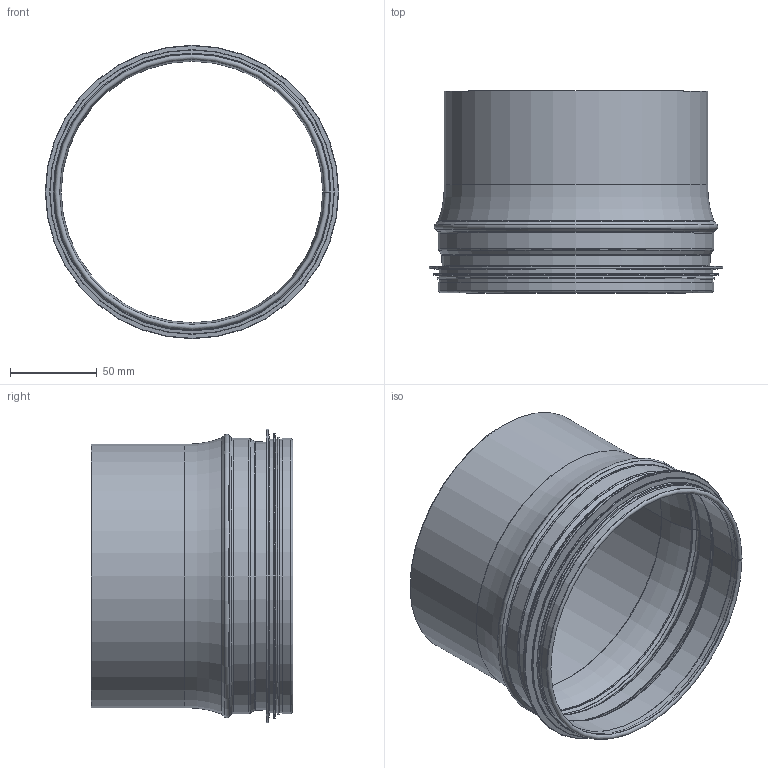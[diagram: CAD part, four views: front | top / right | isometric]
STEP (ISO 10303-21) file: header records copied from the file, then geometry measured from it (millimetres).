
FILE_DESCRIPTION((''),'2;1');
FILE_NAME('HFC_05-15.stp','2014-02-19T13:50:15',(''),(''),'Autodesk Inventor 2013','Autodesk Inventor 2013','');
FILE_SCHEMA(('AUTOMOTIVE_DESIGN { 1 2 10303 214 0 1 1 1 }'));
Length unit declared in the file: millimetre
Products named in the file (3): HFC_05-15; HFC_Rörämne-05-15; 999005
Assembly tree (2 placements, depth 2):
  HFC_05-15
    HFC_Rörämne-05-15
    999005
Bounding box: 169.4 x 116.5 x 169.4 mm (x, y, z)
Volume: 47442.7 mm3; surface area: 147926.7 mm2
Topology: 2 solids, 2 shells, 85 faces, 165 edges, 87 vertices
Faces by surface type: plane 39, torus 22, cylinder 14, cone 10
Full cylindrical faces by diameter (mm): 151 x1, 152 x1, 153.2 x1, 154.2 x1, 155.4 x1, 158 x5, 159 x2, 164.4 x1, 169.4 x1
Entity records: 2162 total; most frequent: DIRECTION 416, CARTESIAN_POINT 328, ORIENTED_EDGE 302, AXIS2_PLACEMENT_3D 175, EDGE_CURVE 151, EDGE_LOOP 104, VERTEX_POINT 87, CIRCLE 85
